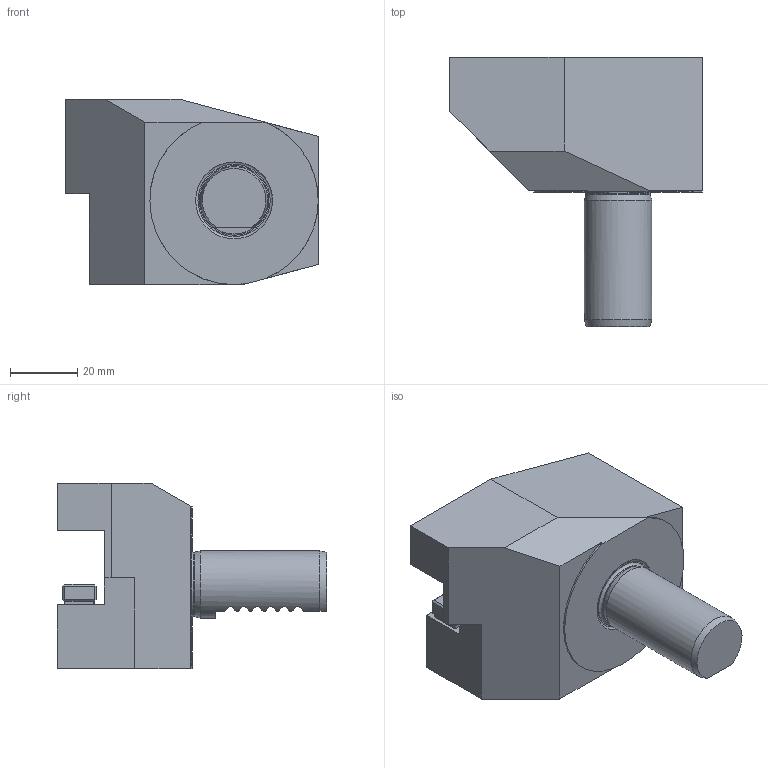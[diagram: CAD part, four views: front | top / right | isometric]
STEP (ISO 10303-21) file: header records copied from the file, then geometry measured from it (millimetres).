
FILE_DESCRIPTION (( 'STEP AP214' ), '1' );
FILE_NAME ('B620X16X40.STEP', '2025-07-30T06:12:42', ( '' ), ( '' ), 'SwSTEP 2.0', 'SolidWorks 2023', '' );
FILE_SCHEMA (( 'AUTOMOTIVE_DESIGN' ));
Length unit declared in the file: millimetre
Products named in the file (1): B620X16X40
Bounding box: 75 x 80 x 55 mm (x, y, z)
Volume: 125831 mm3; surface area: 20640.4 mm2
Topology: 1 solids, 1 shells, 340 faces, 879 edges, 576 vertices
Faces by surface type: plane 243, bspline 56, cylinder 36, torus 3, cone 2
Full cylindrical faces by diameter (mm): 1.7 x1, 2.1 x1, 6.366 x1, 19.1 x1, 20 x1
Entity records: 16353 total; most frequent: CARTESIAN_POINT 5889, ORIENTED_EDGE 1738, DIRECTION 1355, EDGE_CURVE 869, LINE 649, VECTOR 649, VERTEX_POINT 575, EDGE_LOOP 384
